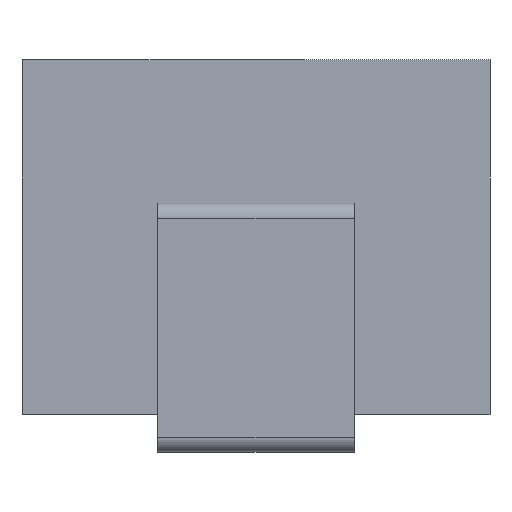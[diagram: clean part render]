
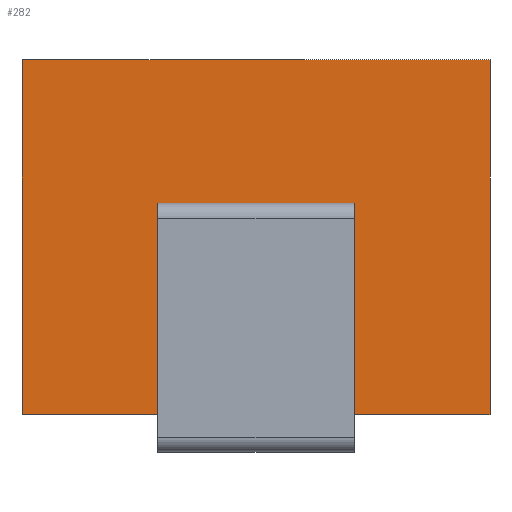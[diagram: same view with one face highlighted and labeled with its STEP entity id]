
A CAD part, left-side view. The second image highlights one B-rep face of the part: STEP entity #282.
In plain terms, the highlighted planar face has unit normal (-1, 0, 0).
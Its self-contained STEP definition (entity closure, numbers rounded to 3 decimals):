
#282 = ADVANCED_FACE( '', ( #591, #592 ), #593, .T. );
#591 = FACE_OUTER_BOUND( '', #939, .T. );
#592 = FACE_BOUND( '', #940, .T. );
#593 = PLANE( '', #941 );
#939 = EDGE_LOOP( '', ( #1769, #1770, #1771, #1772, #1773, #1774, #1775, #1776 ) );
#940 = EDGE_LOOP( '', ( #1777, #1778, #1779, #1780 ) );
#941 = AXIS2_PLACEMENT_3D( '', #1781, #1782, #1783 );
#1769 = ORIENTED_EDGE( '', *, *, #2480, .T. );
#1770 = ORIENTED_EDGE( '', *, *, #2438, .F. );
#1771 = ORIENTED_EDGE( '', *, *, #2388, .T. );
#1772 = ORIENTED_EDGE( '', *, *, #2503, .T. );
#1773 = ORIENTED_EDGE( '', *, *, #2393, .F. );
#1774 = ORIENTED_EDGE( '', *, *, #2500, .F. );
#1775 = ORIENTED_EDGE( '', *, *, #2460, .F. );
#1776 = ORIENTED_EDGE( '', *, *, #2552, .T. );
#1777 = ORIENTED_EDGE( '', *, *, #2553, .T. );
#1778 = ORIENTED_EDGE( '', *, *, #2485, .F. );
#1779 = ORIENTED_EDGE( '', *, *, #2554, .F. );
#1780 = ORIENTED_EDGE( '', *, *, #2440, .F. );
#1781 = CARTESIAN_POINT( '', ( -1.825, -1.55, 0.25 ) );
#1782 = DIRECTION( '', ( -1., 0., 0. ) );
#1783 = DIRECTION( '', ( 0., 0., 1. ) );
#2388 = EDGE_CURVE( '', #2847, #2848, #2849, .T. );
#2393 = EDGE_CURVE( '', #2856, #2857, #2858, .T. );
#2438 = EDGE_CURVE( '', #2847, #2925, #2929, .T. );
#2440 = EDGE_CURVE( '', #2931, #2932, #2933, .T. );
#2460 = EDGE_CURVE( '', #2961, #2957, #2963, .T. );
#2480 = EDGE_CURVE( '', #2996, #2925, #2997, .T. );
#2485 = EDGE_CURVE( '', #3003, #3005, #3006, .T. );
#2500 = EDGE_CURVE( '', #2957, #2856, #3026, .T. );
#2503 = EDGE_CURVE( '', #2848, #2857, #3029, .T. );
#2552 = EDGE_CURVE( '', #2961, #2996, #3098, .T. );
#2553 = EDGE_CURVE( '', #2931, #3005, #3099, .T. );
#2554 = EDGE_CURVE( '', #2932, #3003, #3100, .T. );
#2847 = VERTEX_POINT( '', #3654 );
#2848 = VERTEX_POINT( '', #3655 );
#2849 = LINE( '', #3656, #3657 );
#2856 = VERTEX_POINT( '', #3667 );
#2857 = VERTEX_POINT( '', #3668 );
#2858 = LINE( '', #3669, #3670 );
#2925 = VERTEX_POINT( '', #3781 );
#2929 = LINE( '', #3787, #3788 );
#2931 = VERTEX_POINT( '', #3790 );
#2932 = VERTEX_POINT( '', #3791 );
#2933 = LINE( '', #3792, #3793 );
#2957 = VERTEX_POINT( '', #3902 );
#2961 = VERTEX_POINT( '', #3908 );
#2963 = LINE( '', #3911, #3912 );
#2996 = VERTEX_POINT( '', #4023 );
#2997 = LINE( '', #4024, #4025 );
#3003 = VERTEX_POINT( '', #4033 );
#3005 = VERTEX_POINT( '', #4036 );
#3006 = LINE( '', #4037, #4038 );
#3026 = LINE( '', #4076, #4077 );
#3029 = LINE( '', #4081, #4082 );
#3098 = LINE( '', #4340, #4341 );
#3099 = LINE( '', #4342, #4343 );
#3100 = LINE( '', #4344, #4345 );
#3654 = CARTESIAN_POINT( '', ( -1.825, -1.55, 0.25 ) );
#3655 = CARTESIAN_POINT( '', ( -1.825, -1.55, 2.6 ) );
#3656 = CARTESIAN_POINT( '', ( -1.825, -1.55, 0.25 ) );
#3657 = VECTOR( '', #4606, 1000. );
#3667 = CARTESIAN_POINT( '', ( -1.825, 1.55, 0.25 ) );
#3668 = CARTESIAN_POINT( '', ( -1.825, 1.55, 2.6 ) );
#3669 = CARTESIAN_POINT( '', ( -1.825, 1.55, 0.25 ) );
#3670 = VECTOR( '', #4610, 1000. );
#3781 = CARTESIAN_POINT( '', ( -1.825, -0.02, 0.25 ) );
#3787 = CARTESIAN_POINT( '', ( -1.825, -1.55, 0.25 ) );
#3788 = VECTOR( '', #4647, 1000. );
#3790 = CARTESIAN_POINT( '', ( -1.825, -0.65, 1.65 ) );
#3791 = CARTESIAN_POINT( '', ( -1.825, 0.65, 1.65 ) );
#3792 = CARTESIAN_POINT( '', ( -1.825, -1.55, 1.65 ) );
#3793 = VECTOR( '', #4648, 1000. );
#3902 = CARTESIAN_POINT( '', ( -1.825, 0.02, 0.25 ) );
#3908 = CARTESIAN_POINT( '', ( -1.825, 0.02, 1.375 ) );
#3911 = CARTESIAN_POINT( '', ( -1.825, 0.02, 1.375 ) );
#3912 = VECTOR( '', #4657, 1000. );
#4023 = CARTESIAN_POINT( '', ( -1.825, -0.02, 1.375 ) );
#4024 = CARTESIAN_POINT( '', ( -1.825, -0.02, 1.375 ) );
#4025 = VECTOR( '', #4665, 1000. );
#4033 = CARTESIAN_POINT( '', ( -1.825, 0.65, 1.4 ) );
#4036 = CARTESIAN_POINT( '', ( -1.825, -0.65, 1.4 ) );
#4037 = CARTESIAN_POINT( '', ( -1.825, -1.55, 1.4 ) );
#4038 = VECTOR( '', #4669, 1000. );
#4076 = CARTESIAN_POINT( '', ( -1.825, -1.55, 0.25 ) );
#4077 = VECTOR( '', #4676, 1000. );
#4081 = CARTESIAN_POINT( '', ( -1.825, -1.55, 2.6 ) );
#4082 = VECTOR( '', #4678, 1000. );
#4340 = CARTESIAN_POINT( '', ( -1.825, 0.02, 1.375 ) );
#4341 = VECTOR( '', #4682, 1000. );
#4342 = CARTESIAN_POINT( '', ( -1.825, -0.65, 0.25 ) );
#4343 = VECTOR( '', #4683, 1000. );
#4344 = CARTESIAN_POINT( '', ( -1.825, 0.65, 0.25 ) );
#4345 = VECTOR( '', #4684, 1000. );
#4606 = DIRECTION( '', ( 0., 0., 1. ) );
#4610 = DIRECTION( '', ( 0., 0., 1. ) );
#4647 = DIRECTION( '', ( 0., 1., 0. ) );
#4648 = DIRECTION( '', ( 0., 1., 0. ) );
#4657 = DIRECTION( '', ( 0., 0., -1. ) );
#4665 = DIRECTION( '', ( 0., 0., -1. ) );
#4669 = DIRECTION( '', ( 0., -1., 0. ) );
#4676 = DIRECTION( '', ( 0., 1., 0. ) );
#4678 = DIRECTION( '', ( 0., 1., 0. ) );
#4682 = DIRECTION( '', ( 0., -1., 0. ) );
#4683 = DIRECTION( '', ( 0., 0., -1. ) );
#4684 = DIRECTION( '', ( 0., 0., -1. ) );
